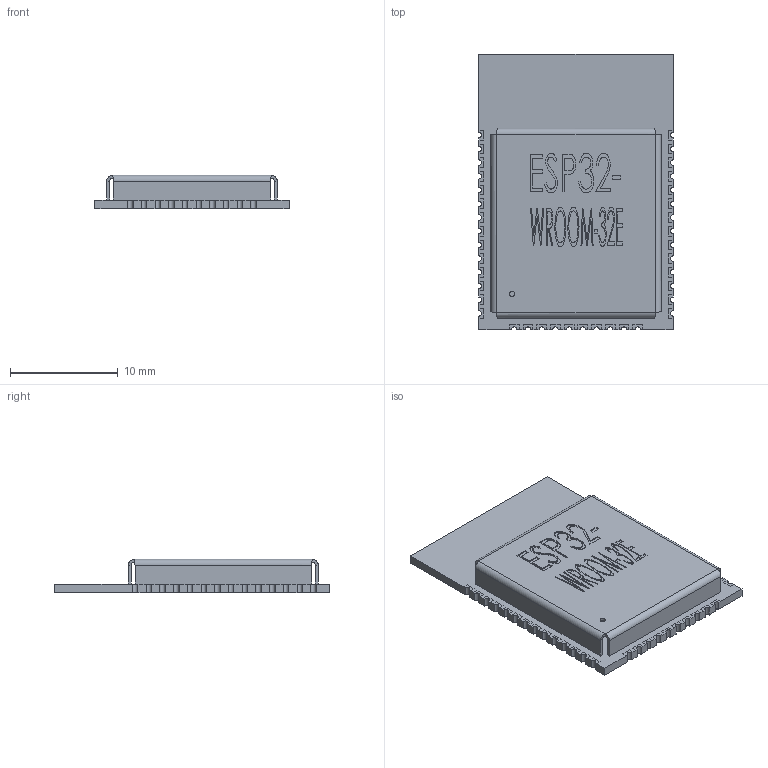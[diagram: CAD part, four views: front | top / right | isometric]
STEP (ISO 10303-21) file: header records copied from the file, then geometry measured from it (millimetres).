
FILE_DESCRIPTION(/* description */ ('STEP AP214','CAx-IF Rec.Pracs.---Representation and Presentation of Product Manufacturing Information (PMI)---4.0---2014-10-13'),/* implementation_level */ '2;1');
FILE_NAME(/* name */ 'ESP32_WROOM_32E.step',/* time_stamp */ '2025-01-06T01:16:07+03:00',/* author */ (''),/* organization */ (''),/* preprocessor_version */ 'ST-DEVELOPER v20',/* originating_system */ 'Autodesk Translation Framework v13.20.0.188',/* authorisation */ '');
FILE_SCHEMA (('AP242_MANAGED_MODEL_BASED_3D_ENGINEERING_MIM_LF { 1 0 10303 442 1 1 4 }'));
Length unit declared in the file: millimetre
Products named in the file (1): ESP32_WROOM_32E v2
Bounding box: 18 x 25.5 x 3.1 mm (x, y, z)
Volume: 462.5 mm3; surface area: 1823.9 mm2
Topology: 2 solids, 2 shells, 393 faces, 1154 edges, 784 vertices
Faces by surface type: plane 256, bspline 90, cylinder 47
Full cylindrical faces by diameter (mm): 0.5 x1
Entity records: 19035 total; most frequent: CARTESIAN_POINT 8910, ORIENTED_EDGE 2308, DIRECTION 1660, EDGE_CURVE 1154, LINE 896, VECTOR 896, VERTEX_POINT 784, EDGE_LOOP 432
